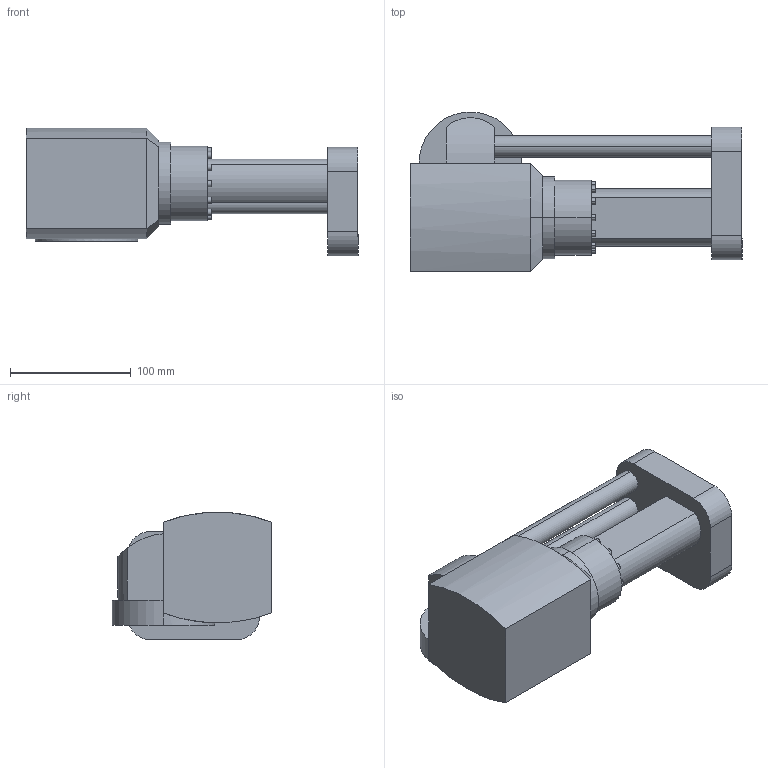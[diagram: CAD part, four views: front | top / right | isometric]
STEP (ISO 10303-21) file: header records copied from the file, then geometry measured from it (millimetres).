
FILE_DESCRIPTION (( 'STEP AP203' ), '1' );
FILE_NAME ('Part4_Default_sldprt.STEP', '2022-07-01T03:48:43', ( '' ), ( '' ), 'SwSTEP 2.0', 'SolidWorks 2017', '' );
FILE_SCHEMA (( 'CONFIG_CONTROL_DESIGN' ));
Length unit declared in the file: millimetre
Products named in the file (1): Part4_Default_sldprt
Bounding box: 275 x 132.5 x 105.88 mm (x, y, z)
Volume: 1552205.4 mm3; surface area: 132602.2 mm2
Topology: 1 solids, 1 shells, 122 faces, 264 edges, 174 vertices
Faces by surface type: cylinder 73, plane 46, cone 3
Entity records: 3577 total; most frequent: CARTESIAN_POINT 677, DIRECTION 652, ORIENTED_EDGE 528, AXIS2_PLACEMENT_3D 271, EDGE_CURVE 264, VERTEX_POINT 174, EDGE_LOOP 156, CIRCLE 148
